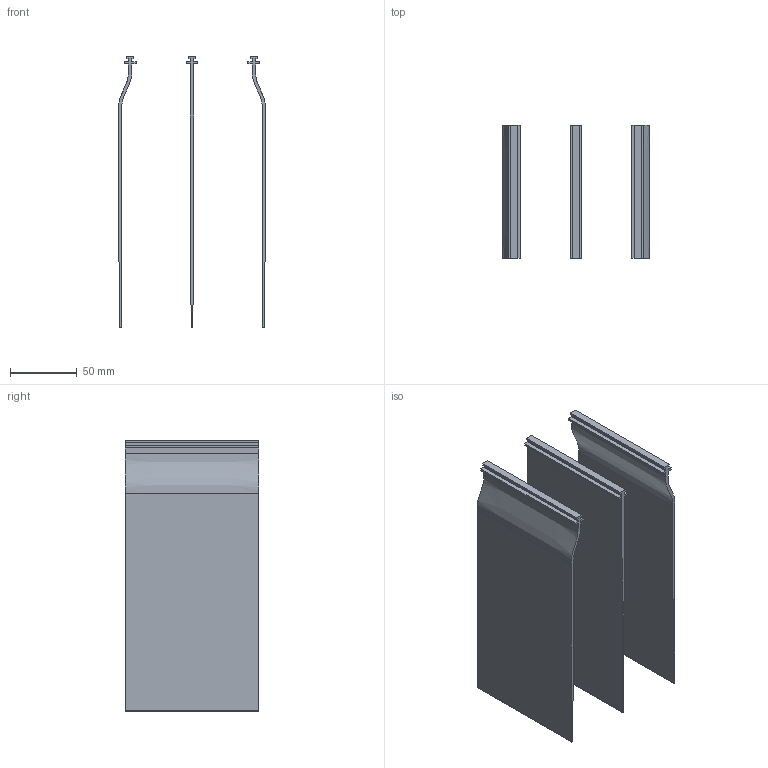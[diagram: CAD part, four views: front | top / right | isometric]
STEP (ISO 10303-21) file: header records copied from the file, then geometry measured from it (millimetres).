
FILE_DESCRIPTION(('CATIA V5 STEP Exchange'),'2;1');
FILE_NAME('1SDH001294R0168_1PA_001_00_A3_4p_PS_200mm_inf.stp','2014-12-04T15:44:28+00:00',('none'),('none'),'CATIA Version 5 Release 20 SP 1 (IN-10)','CATIA V5 STEP AP214','none');
FILE_SCHEMA(('AUTOMOTIVE_DESIGN { 1 0 10303 214 1 1 1 1 }'));
Length unit declared in the file: millimetre
Products named in the file (1): 1SDH001294R0168_1PA_001_00_A3_4p_PS_200mm_inf
Bounding box: 110.37 x 100 x 203.8 mm (x, y, z)
Volume: 127152 mm3; surface area: 131955.4 mm2
Topology: 3 solids, 3 shells, 62 faces, 170 edges, 114 vertices
Faces by surface type: plane 55, extrusion 4, cylinder 3
Entity records: 1907 total; most frequent: CARTESIAN_POINT 387, ORIENTED_EDGE 340, DIRECTION 242, EDGE_CURVE 170, VECTOR 158, LINE 154, VERTEX_POINT 114, ADVANCED_FACE 62
